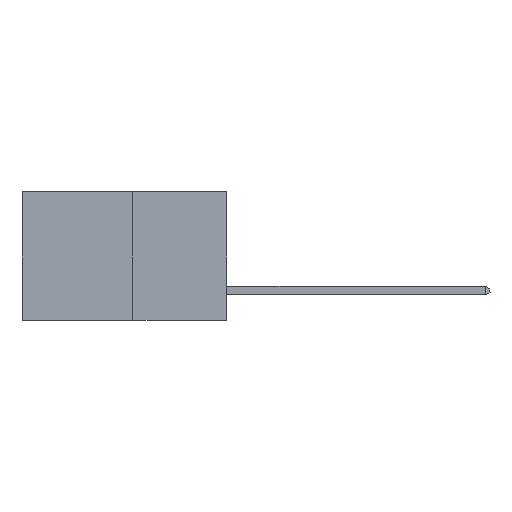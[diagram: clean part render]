
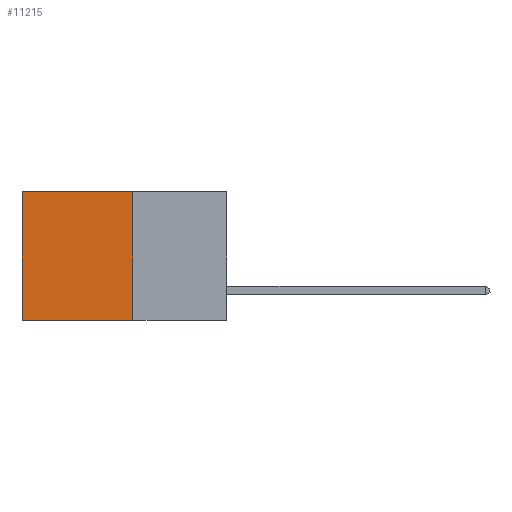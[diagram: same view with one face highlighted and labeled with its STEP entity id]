
A CAD part, left-side view. The second image highlights one B-rep face of the part: STEP entity #11215.
In plain terms, the highlighted planar face has unit normal (-1, 0, 0).
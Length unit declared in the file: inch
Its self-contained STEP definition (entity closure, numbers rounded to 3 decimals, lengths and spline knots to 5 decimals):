
#34 = EDGE_CURVE ( 'NONE', #4018, #14467, #14404, .T. ) ;
#204 = VECTOR ( 'NONE', #2368, 39.37008 ) ;
#529 = EDGE_CURVE ( 'NONE', #4018, #6897, #5595, .T. ) ;
#2368 = DIRECTION ( 'NONE',  ( 0., 0., -1. ) ) ;
#3340 = CARTESIAN_POINT ( 'NONE',  ( 0.277, 0.59, -0.37 ) ) ;
#3512 = PLANE ( 'NONE',  #18861 ) ;
#4018 = VERTEX_POINT ( 'NONE', #5439 ) ;
#4512 = EDGE_LOOP ( 'NONE', ( #10602, #18779, #8636, #19233 ) ) ;
#4902 = EDGE_CURVE ( 'NONE', #6897, #8177, #8567, .T. ) ;
#5439 = CARTESIAN_POINT ( 'NONE',  ( 0.277, 0.27, 0. ) ) ;
#5595 = LINE ( 'NONE', #8843, #17497 ) ;
#5878 = EDGE_CURVE ( 'NONE', #14467, #8177, #15804, .T. ) ;
#6897 = VERTEX_POINT ( 'NONE', #10291 ) ;
#8142 = CARTESIAN_POINT ( 'NONE',  ( 0.277, 0.27, -0.37 ) ) ;
#8177 = VERTEX_POINT ( 'NONE', #15644 ) ;
#8205 = DIRECTION ( 'NONE',  ( 1., 0., 0. ) ) ;
#8280 = DIRECTION ( 'NONE',  ( 0., 0., -1. ) ) ;
#8567 = LINE ( 'NONE', #3340, #204 ) ;
#8636 = ORIENTED_EDGE ( 'NONE', *, *, #34, .F. ) ;
#8843 = CARTESIAN_POINT ( 'NONE',  ( 0.277, 0.27, 0. ) ) ;
#9756 = FACE_OUTER_BOUND ( 'NONE', #4512, .T. ) ;
#10291 = CARTESIAN_POINT ( 'NONE',  ( 0.277, 0.59, 0. ) ) ;
#10602 = ORIENTED_EDGE ( 'NONE', *, *, #4902, .T. ) ;
#10750 = VECTOR ( 'NONE', #11988, 39.37008 ) ;
#11215 = ADVANCED_FACE ( 'NONE', ( #9756 ), #3512, .F. ) ;
#11988 = DIRECTION ( 'NONE',  ( 0., 1., 0. ) ) ;
#14050 = CARTESIAN_POINT ( 'NONE',  ( 0.277, 0.27, -0.37 ) ) ;
#14404 = LINE ( 'NONE', #15664, #17994 ) ;
#14467 = VERTEX_POINT ( 'NONE', #14050 ) ;
#15644 = CARTESIAN_POINT ( 'NONE',  ( 0.277, 0.59, -0.37 ) ) ;
#15664 = CARTESIAN_POINT ( 'NONE',  ( 0.277, 0.27, -0.37 ) ) ;
#15704 = DIRECTION ( 'NONE',  ( 0., 1., 0. ) ) ;
#15804 = LINE ( 'NONE', #16525, #10750 ) ;
#16525 = CARTESIAN_POINT ( 'NONE',  ( 0.277, 0.27, -0.37 ) ) ;
#17497 = VECTOR ( 'NONE', #15704, 39.37008 ) ;
#17994 = VECTOR ( 'NONE', #8280, 39.37008 ) ;
#18779 = ORIENTED_EDGE ( 'NONE', *, *, #5878, .F. ) ;
#18861 = AXIS2_PLACEMENT_3D ( 'NONE', #8142, #8205, #19023 ) ;
#19023 = DIRECTION ( 'NONE',  ( 0., 0., -1. ) ) ;
#19233 = ORIENTED_EDGE ( 'NONE', *, *, #529, .T. ) ;
